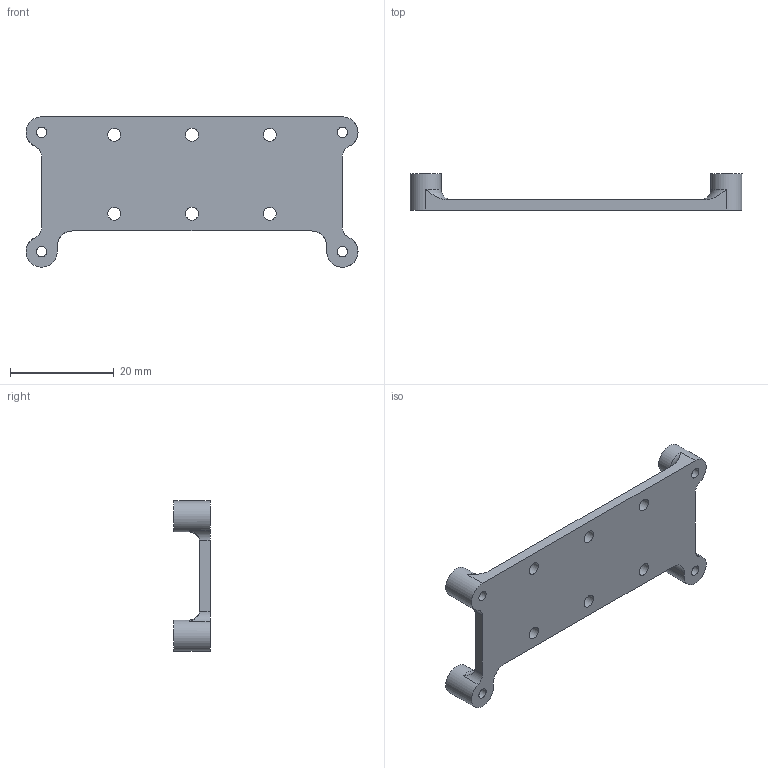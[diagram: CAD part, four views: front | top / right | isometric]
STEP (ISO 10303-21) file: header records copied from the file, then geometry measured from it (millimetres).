
FILE_DESCRIPTION(/* description */ (''),/* implementation_level */ '2;1');
FILE_NAME(/* name */ 'devFrame RPi0 Mount GPIO.step',/* time_stamp */ '2020-01-14T11:50:02-06:00',/* author */ (''),/* organization */ (''),/* preprocessor_version */ 'ST-DEVELOPER v18',/* originating_system */ 'Autodesk Translation Framework v8.12.0.6',/* authorisation */ '');
FILE_SCHEMA (('AUTOMOTIVE_DESIGN { 1 0 10303 214 3 1 1 }'));
Length unit declared in the file: millimetre
Products named in the file (1): devFrame RPi0 Mount GPIO
Bounding box: 64 x 7 x 29 mm (x, y, z)
Volume: 3195.2 mm3; surface area: 3690.1 mm2
Topology: 1 solids, 1 shells, 36 faces, 101 edges, 67 vertices
Faces by surface type: cylinder 20, plane 12, torus 4
Full cylindrical faces by diameter (mm): 2 x4, 2.5 x6, 6 x4
Entity records: 1327 total; most frequent: CARTESIAN_POINT 291, DIRECTION 216, ORIENTED_EDGE 202, EDGE_CURVE 101, AXIS2_PLACEMENT_3D 88, VERTEX_POINT 67, EDGE_LOOP 56, CIRCLE 51
